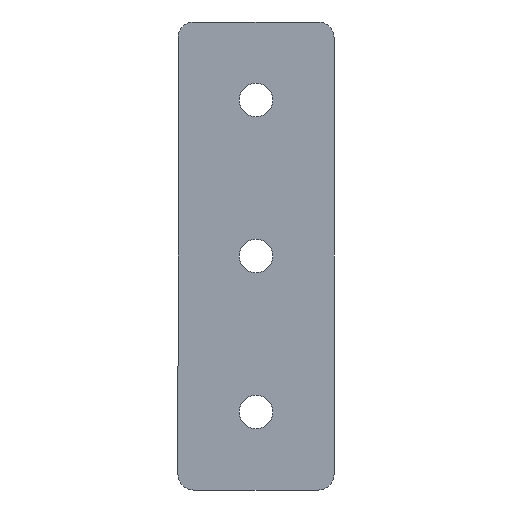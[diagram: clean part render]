
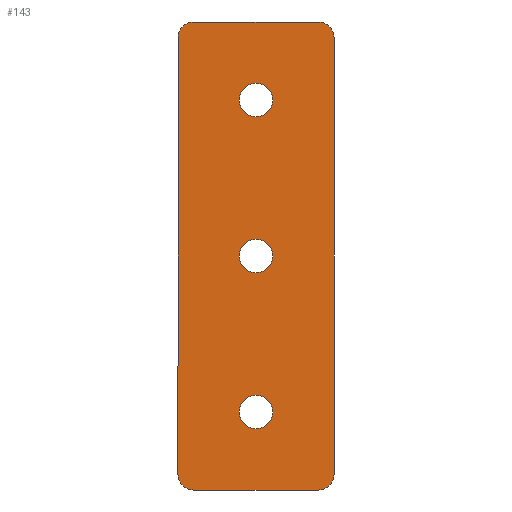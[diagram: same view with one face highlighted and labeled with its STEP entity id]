
A CAD part, front view. The second image highlights one B-rep face of the part: STEP entity #143.
In plain terms, the highlighted planar face has unit normal (0, -1, 0).
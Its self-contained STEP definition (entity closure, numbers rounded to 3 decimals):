
#8 = LINE ( 'NONE', #467, #707 ) ;
#11 = CARTESIAN_POINT ( 'NONE',  ( 0., 0., -3.2 ) ) ;
#12 = CIRCLE ( 'NONE', #100, 3.2 ) ;
#17 = DIRECTION ( 'NONE',  ( 0., 1., 0. ) ) ;
#27 = ORIENTED_EDGE ( 'NONE', *, *, #102, .T. ) ;
#30 = CARTESIAN_POINT ( 'NONE',  ( -12., 0., 42. ) ) ;
#37 = CARTESIAN_POINT ( 'NONE',  ( 0., 0., 0. ) ) ;
#38 = EDGE_CURVE ( 'NONE', #219, #289, #308, .T. ) ;
#44 = DIRECTION ( 'NONE',  ( 0., 1., 0. ) ) ;
#63 = EDGE_CURVE ( 'NONE', #643, #611, #323, .T. ) ;
#71 = EDGE_CURVE ( 'NONE', #400, #172, #640, .T. ) ;
#78 = ORIENTED_EDGE ( 'NONE', *, *, #584, .F. ) ;
#79 = EDGE_CURVE ( 'NONE', #289, #219, #679, .T. ) ;
#85 = DIRECTION ( 'NONE',  ( 0., 0., 1. ) ) ;
#86 = CARTESIAN_POINT ( 'NONE',  ( 0., 0., -30. ) ) ;
#90 = VECTOR ( 'NONE', #428, 1000. ) ;
#100 = AXIS2_PLACEMENT_3D ( 'NONE', #276, #162, #655 ) ;
#102 = EDGE_CURVE ( 'NONE', #320, #567, #532, .T. ) ;
#113 = VERTEX_POINT ( 'NONE', #538 ) ;
#115 = CARTESIAN_POINT ( 'NONE',  ( 0., 0., 0. ) ) ;
#117 = EDGE_CURVE ( 'NONE', #320, #172, #8, .T. ) ;
#120 = ORIENTED_EDGE ( 'NONE', *, *, #79, .T. ) ;
#127 = DIRECTION ( 'NONE',  ( 1., 0., 0. ) ) ;
#136 = CARTESIAN_POINT ( 'NONE',  ( 0., 0., -33.2 ) ) ;
#138 = CARTESIAN_POINT ( 'NONE',  ( -12., 0., 45. ) ) ;
#141 = CARTESIAN_POINT ( 'NONE',  ( 0., 0., 0. ) ) ;
#142 = FACE_BOUND ( 'NONE', #519, .T. ) ;
#143 = ADVANCED_FACE ( 'NONE', ( #686, #292, #142, #469 ), #333, .F. ) ;
#150 = CARTESIAN_POINT ( 'NONE',  ( -15., 0., 45. ) ) ;
#162 = DIRECTION ( 'NONE',  ( 0., 1., 0. ) ) ;
#172 = VERTEX_POINT ( 'NONE', #252 ) ;
#190 = AXIS2_PLACEMENT_3D ( 'NONE', #30, #203, #227 ) ;
#193 = DIRECTION ( 'NONE',  ( 0., 0., 1. ) ) ;
#194 = ORIENTED_EDGE ( 'NONE', *, *, #71, .T. ) ;
#199 = AXIS2_PLACEMENT_3D ( 'NONE', #274, #436, #637 ) ;
#201 = DIRECTION ( 'NONE',  ( 0., 0., 1. ) ) ;
#203 = DIRECTION ( 'NONE',  ( 0., -1., 0. ) ) ;
#208 = AXIS2_PLACEMENT_3D ( 'NONE', #683, #44, #539 ) ;
#209 = CARTESIAN_POINT ( 'NONE',  ( -15., 0., 42. ) ) ;
#210 = CIRCLE ( 'NONE', #238, 3. ) ;
#215 = DIRECTION ( 'NONE',  ( 0., -1., 0. ) ) ;
#218 = LINE ( 'NONE', #487, #90 ) ;
#219 = VERTEX_POINT ( 'NONE', #136 ) ;
#227 = DIRECTION ( 'NONE',  ( 0., 0., 1. ) ) ;
#238 = AXIS2_PLACEMENT_3D ( 'NONE', #710, #215, #85 ) ;
#242 = AXIS2_PLACEMENT_3D ( 'NONE', #673, #384, #433 ) ;
#249 = ORIENTED_EDGE ( 'NONE', *, *, #621, .T. ) ;
#252 = CARTESIAN_POINT ( 'NONE',  ( 15., 0., -42. ) ) ;
#271 = CARTESIAN_POINT ( 'NONE',  ( 0., 0., 26.8 ) ) ;
#274 = CARTESIAN_POINT ( 'NONE',  ( 0., 0., -30. ) ) ;
#276 = CARTESIAN_POINT ( 'NONE',  ( 0., 0., 30. ) ) ;
#277 = CARTESIAN_POINT ( 'NONE',  ( 12., 0., -45. ) ) ;
#289 = VERTEX_POINT ( 'NONE', #463 ) ;
#292 = FACE_BOUND ( 'NONE', #713, .T. ) ;
#293 = CARTESIAN_POINT ( 'NONE',  ( 0., 0., 3.2 ) ) ;
#297 = VERTEX_POINT ( 'NONE', #271 ) ;
#304 = EDGE_LOOP ( 'NONE', ( #349, #509, #78, #194, #525, #27, #348, #623 ) ) ;
#307 = ORIENTED_EDGE ( 'NONE', *, *, #449, .T. ) ;
#308 = CIRCLE ( 'NONE', #406, 3.2 ) ;
#309 = DIRECTION ( 'NONE',  ( 0., -1., 0. ) ) ;
#316 = CARTESIAN_POINT ( 'NONE',  ( 12., 0., -42. ) ) ;
#317 = EDGE_CURVE ( 'NONE', #566, #595, #635, .T. ) ;
#320 = VERTEX_POINT ( 'NONE', #612 ) ;
#322 = CARTESIAN_POINT ( 'NONE',  ( 0., 0., 33.2 ) ) ;
#323 = CIRCLE ( 'NONE', #190, 3. ) ;
#324 = AXIS2_PLACEMENT_3D ( 'NONE', #115, #552, #201 ) ;
#333 = PLANE ( 'NONE',  #631 ) ;
#348 = ORIENTED_EDGE ( 'NONE', *, *, #435, .F. ) ;
#349 = ORIENTED_EDGE ( 'NONE', *, *, #585, .F. ) ;
#357 = EDGE_CURVE ( 'NONE', #661, #113, #210, .T. ) ;
#361 = DIRECTION ( 'NONE',  ( 0., 0., 1. ) ) ;
#378 = DIRECTION ( 'NONE',  ( 0., 0., 1. ) ) ;
#384 = DIRECTION ( 'NONE',  ( 0., -1., 0. ) ) ;
#391 = CARTESIAN_POINT ( 'NONE',  ( -15., 0., -42. ) ) ;
#392 = LINE ( 'NONE', #150, #657 ) ;
#400 = VERTEX_POINT ( 'NONE', #277 ) ;
#406 = AXIS2_PLACEMENT_3D ( 'NONE', #86, #604, #378 ) ;
#412 = ORIENTED_EDGE ( 'NONE', *, *, #317, .T. ) ;
#415 = AXIS2_PLACEMENT_3D ( 'NONE', #141, #17, #361 ) ;
#418 = VERTEX_POINT ( 'NONE', #322 ) ;
#427 = AXIS2_PLACEMENT_3D ( 'NONE', #316, #309, #459 ) ;
#428 = DIRECTION ( 'NONE',  ( -1., 0., 0. ) ) ;
#433 = DIRECTION ( 'NONE',  ( 0., 0., 1. ) ) ;
#435 = EDGE_CURVE ( 'NONE', #643, #567, #392, .T. ) ;
#436 = DIRECTION ( 'NONE',  ( 0., 1., 0. ) ) ;
#449 = EDGE_CURVE ( 'NONE', #418, #297, #12, .T. ) ;
#459 = DIRECTION ( 'NONE',  ( 0., 0., 1. ) ) ;
#463 = CARTESIAN_POINT ( 'NONE',  ( 0., 0., -26.8 ) ) ;
#467 = CARTESIAN_POINT ( 'NONE',  ( 15., 0., -45. ) ) ;
#469 = FACE_OUTER_BOUND ( 'NONE', #304, .T. ) ;
#483 = DIRECTION ( 'NONE',  ( 0., 1., 0. ) ) ;
#487 = CARTESIAN_POINT ( 'NONE',  ( -15., 0., -45. ) ) ;
#509 = ORIENTED_EDGE ( 'NONE', *, *, #357, .T. ) ;
#519 = EDGE_LOOP ( 'NONE', ( #120, #528 ) ) ;
#525 = ORIENTED_EDGE ( 'NONE', *, *, #117, .F. ) ;
#528 = ORIENTED_EDGE ( 'NONE', *, *, #38, .T. ) ;
#532 = CIRCLE ( 'NONE', #242, 3. ) ;
#537 = CIRCLE ( 'NONE', #324, 3.2 ) ;
#538 = CARTESIAN_POINT ( 'NONE',  ( -12., 0., -45. ) ) ;
#539 = DIRECTION ( 'NONE',  ( 0., 0., 1. ) ) ;
#541 = CARTESIAN_POINT ( 'NONE',  ( 12., 0., 45. ) ) ;
#547 = DIRECTION ( 'NONE',  ( 0., 0., -1. ) ) ;
#552 = DIRECTION ( 'NONE',  ( 0., 1., 0. ) ) ;
#566 = VERTEX_POINT ( 'NONE', #11 ) ;
#567 = VERTEX_POINT ( 'NONE', #541 ) ;
#581 = EDGE_LOOP ( 'NONE', ( #307, #608 ) ) ;
#582 = VECTOR ( 'NONE', #619, 1000. ) ;
#584 = EDGE_CURVE ( 'NONE', #400, #113, #218, .T. ) ;
#585 = EDGE_CURVE ( 'NONE', #661, #611, #622, .T. ) ;
#595 = VERTEX_POINT ( 'NONE', #293 ) ;
#604 = DIRECTION ( 'NONE',  ( 0., 1., 0. ) ) ;
#608 = ORIENTED_EDGE ( 'NONE', *, *, #645, .T. ) ;
#611 = VERTEX_POINT ( 'NONE', #209 ) ;
#612 = CARTESIAN_POINT ( 'NONE',  ( 15., 0., 42. ) ) ;
#619 = DIRECTION ( 'NONE',  ( 0., 0., 1. ) ) ;
#621 = EDGE_CURVE ( 'NONE', #595, #566, #537, .T. ) ;
#622 = LINE ( 'NONE', #689, #582 ) ;
#623 = ORIENTED_EDGE ( 'NONE', *, *, #63, .T. ) ;
#624 = CIRCLE ( 'NONE', #208, 3.2 ) ;
#631 = AXIS2_PLACEMENT_3D ( 'NONE', #37, #483, #193 ) ;
#635 = CIRCLE ( 'NONE', #415, 3.2 ) ;
#637 = DIRECTION ( 'NONE',  ( 0., 0., 1. ) ) ;
#640 = CIRCLE ( 'NONE', #427, 3. ) ;
#643 = VERTEX_POINT ( 'NONE', #138 ) ;
#645 = EDGE_CURVE ( 'NONE', #297, #418, #624, .T. ) ;
#655 = DIRECTION ( 'NONE',  ( 0., 0., 1. ) ) ;
#657 = VECTOR ( 'NONE', #127, 1000. ) ;
#661 = VERTEX_POINT ( 'NONE', #391 ) ;
#673 = CARTESIAN_POINT ( 'NONE',  ( 12., 0., 42. ) ) ;
#679 = CIRCLE ( 'NONE', #199, 3.2 ) ;
#683 = CARTESIAN_POINT ( 'NONE',  ( 0., 0., 30. ) ) ;
#686 = FACE_BOUND ( 'NONE', #581, .T. ) ;
#689 = CARTESIAN_POINT ( 'NONE',  ( -15., 0., -45. ) ) ;
#707 = VECTOR ( 'NONE', #547, 1000. ) ;
#710 = CARTESIAN_POINT ( 'NONE',  ( -12., 0., -42. ) ) ;
#713 = EDGE_LOOP ( 'NONE', ( #249, #412 ) ) ;
